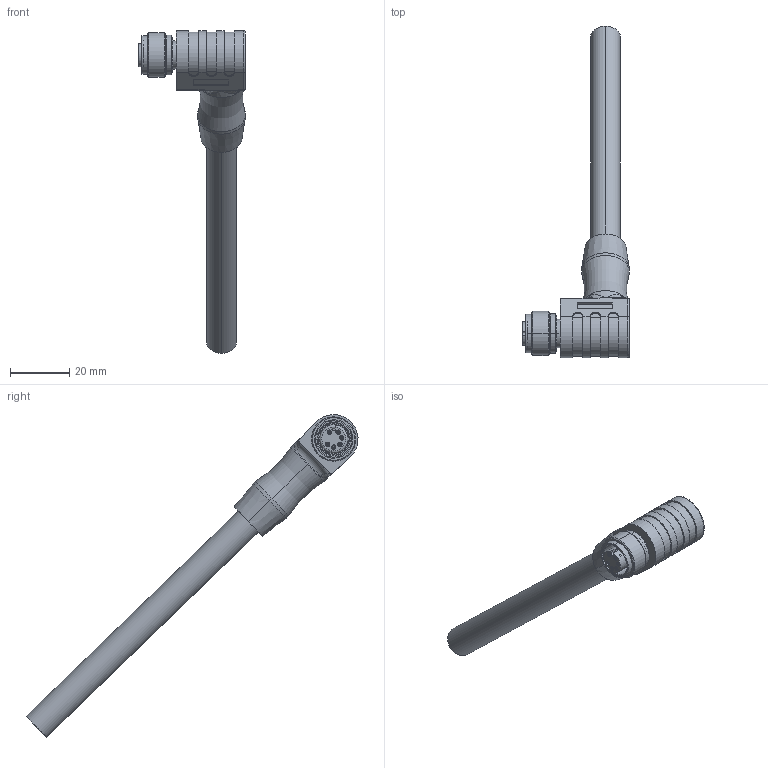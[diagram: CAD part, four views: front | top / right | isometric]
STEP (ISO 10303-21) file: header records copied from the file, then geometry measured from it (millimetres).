
FILE_DESCRIPTION((''),'2;1');
FILE_NAME('ELK6-M-P00_ASM','2019-03-26T',('xin.jin'),(''),'PRO/ENGINEER BY PARAMETRIC TECHNOLOGY CORPORATION, 2012060','PRO/ENGINEER BY PARAMETRIC TECHNOLOGY CORPORATION, 2012060','');
FILE_SCHEMA(('AUTOMOTIVE_DESIGN { 1 0 10303 214 1 1 1 1 }'));
Length unit declared in the file: millimetre
Products named in the file (1): ELK6-M-P00_ASM
Bounding box: 36.2 x 112.48 x 109.29 mm (x, y, z)
Volume: 20658.3 mm3; surface area: 8693.2 mm2
Topology: 1 solids, 7 shells, 424 faces, 1228 edges, 778 vertices
Faces by surface type: plane 195, cylinder 161, cone 34, bspline 18, torus 14, sphere 2
Entity records: 15681 total; most frequent: CARTESIAN_POINT 4307, ORIENTED_EDGE 2404, DIRECTION 2395, EDGE_CURVE 1202, AXIS2_PLACEMENT_3D 905, VERTEX_POINT 778, VECTOR 585, LINE 585
